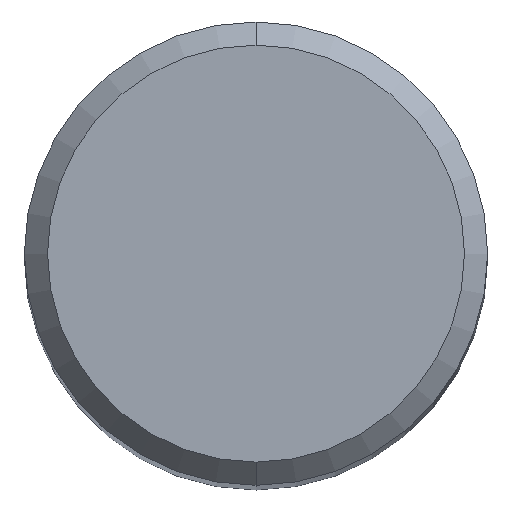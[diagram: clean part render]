
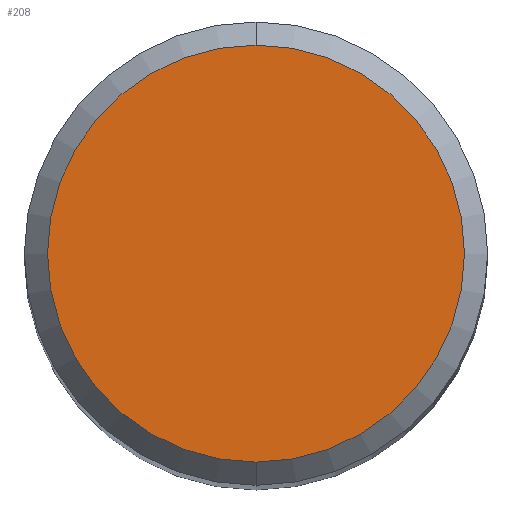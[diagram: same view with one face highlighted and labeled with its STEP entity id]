
A CAD part, top view. The second image highlights one B-rep face of the part: STEP entity #208.
In plain terms, the highlighted planar face has unit normal (0, 0, 1).
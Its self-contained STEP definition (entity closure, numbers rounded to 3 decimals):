
#184=EDGE_CURVE('',#204,#366,#487,.T.);
#204=VERTEX_POINT('',#509);
#208=ADVANCED_FACE('',(#513),#514,.T.);
#320=EDGE_CURVE('',#366,#204,#639,.T.);
#366=VERTEX_POINT('',#689);
#487=CIRCLE('',#814,4.5);
#509=CARTESIAN_POINT('',(0.0,4.5,0.0));
#513=FACE_OUTER_BOUND('',#848,.T.);
#514=PLANE('',#849);
#639=CIRCLE('',#1139,4.5);
#689=CARTESIAN_POINT('',(0.,-4.5,0.0));
#814=AXIS2_PLACEMENT_3D('',#1473,#1474,#1475);
#848=EDGE_LOOP('',(#1501,#1502));
#849=AXIS2_PLACEMENT_3D('',#1503,#1504,#1505);
#1139=AXIS2_PLACEMENT_3D('',#1650,#1651,#1652);
#1473=CARTESIAN_POINT('',(0.0,0.0,0.0));
#1474=DIRECTION('',(0.0,0.0,-1.0));
#1475=DIRECTION('',(0.0,1.0,0.0));
#1501=ORIENTED_EDGE('',*,*,#184,.F.);
#1502=ORIENTED_EDGE('',*,*,#320,.F.);
#1503=CARTESIAN_POINT('',(0.0,2.25,0.0));
#1504=DIRECTION('',(-0.0,0.0,1.0));
#1505=DIRECTION('',(0.0,-1.0,0.0));
#1650=CARTESIAN_POINT('',(0.0,0.0,0.0));
#1651=DIRECTION('',(0.0,0.0,-1.0));
#1652=DIRECTION('',(0.0,1.0,0.0));
